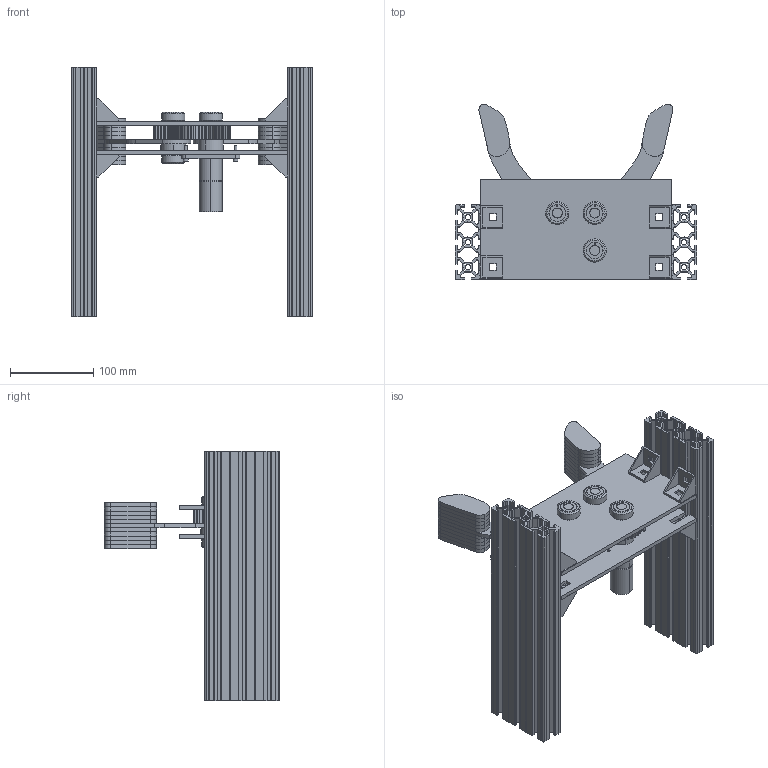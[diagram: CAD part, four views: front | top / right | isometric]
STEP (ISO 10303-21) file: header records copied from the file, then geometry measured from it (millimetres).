
FILE_DESCRIPTION (( 'STEP AP203' ), '1' );
FILE_NAME ('E-Vent.STEP', '2020-04-04T19:58:09', ( '' ), ( '' ), 'SwSTEP 2.0', 'SolidWorks 2019', '' );
FILE_SCHEMA (( 'CONFIG_CONTROL_DESIGN' ));
Length unit declared in the file: metre
Products named in the file (16): Finger Tip; Shaft-coupling 12 mm; socket set screw cone point_iso_ISO 4027 - M3 x 3-N; spur gear_iso_ISO - Spur gear 1.5M 30T 20PA 17FW ---S30B30H30L12.0N; E-Vent; Motor Mount; Shaft 12 mm; Motor and Finger Mount; Aluminium Profile 30x90_Conf1; socket head cap screw_iso_ISO 4762 M3 x 16 - 16N; Motor; countersunk flat head cross recess screw_iso_ISO 7046-1 - M3 x 10 - Z - 10C; Finger; Aluminium Profile Corner 30x30; Shaft Collar 12 mm; Motor and Finger Mount 2
Assembly tree (54 placements, depth 2):
  E-Vent
    Aluminium Profile 30x90_Conf1  x2
    Motor and Finger Mount
    Aluminium Profile Corner 30x30  x8
    Finger  x2
    spur gear_iso_ISO - Spur gear 1.5M 30T 20PA 17FW ---S30B30H30L12.0N  x3
    Shaft 12 mm  x2
    Shaft Collar 12 mm  x5
    Motor
    Motor Mount
    countersunk flat head cross recess screw_iso_ISO 7046-1 - M3 x 10 - Z - 10C  x2
    Shaft-coupling 12 mm
    socket set screw cone point_iso_ISO 4027 - M3 x 3-N
    socket head cap screw_iso_ISO 4762 M3 x 16 - 16N  x4
    Motor and Finger Mount 2
    Finger Tip  x20
Bounding box: 290 x 210.96 x 300 mm (x, y, z)
Volume: 1297075 mm3; surface area: 782093.8 mm2
Topology: 54 solids, 54 shells, 2020 faces, 5433 edges, 3539 vertices
Faces by surface type: plane 1079, cylinder 773, cone 146, torus 22
Entity records: 26431 total; most frequent: CARTESIAN_POINT 4239, DIRECTION 4194, ORIENTED_EDGE 4018, EDGE_CURVE 2009, AXIS2_PLACEMENT_3D 1421, VECTOR 1352, LINE 1352, VERTEX_POINT 1318
